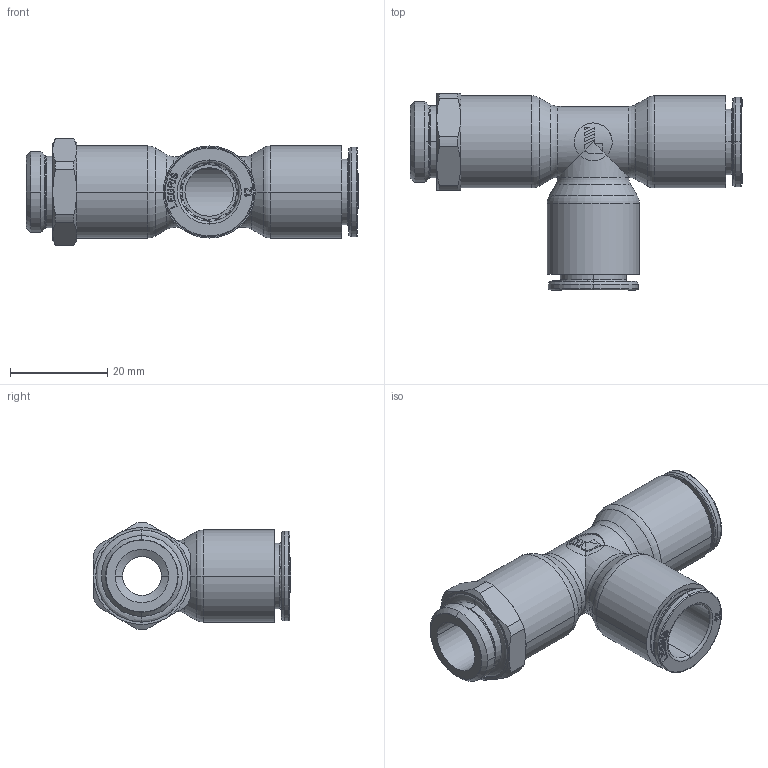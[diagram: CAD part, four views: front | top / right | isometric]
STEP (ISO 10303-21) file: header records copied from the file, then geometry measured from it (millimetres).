
FILE_DESCRIPTION(('STEP AP214'),'1');
FILE_NAME('6893_12_17.stp','2016-07-07T14:50:54',('TraceParts'),('TraceParts S.A.'),'Spatial InterOp 3D',' ',' ');
FILE_SCHEMA(('automotive_design'));
Length unit declared in the file: millimetre
Products named in the file (16): V893-12-17_ASM|Next assembly relationship#44112-19_ASM|Next assembly relationship#44112-21_ASM|Next assembly relationship#44112-32;44112-32; V893-12-17_ASM|Next assembly relationship#44112-19_ASM|Next assembly relationship#44112-21_ASM|Next assembly relationship#44112-30;44112-30; V893-12-17_ASM|Next assembly relationship#44112-19_ASM|Next assembly relationship#44112-21_ASM|Next assembly relationship#44112;44112; V893-12-17_ASM|Next assembly relationship#44112-19_ASM|Next assembly relationship#44112-40;44112-40; V893-12-17_ASM|Next assembly relationship#44522-04;44522-04; V893-12-17_ASM|Next assembly relationship#44220-22;44220-22; V893-12-17_ASM|Next assembly relationship#44112-11-10-ASM;44112-11-10-ASM; V893-12-17_ASM|Next assembly relationship#23955-24_D19_D14_8_LG_1_05;23955-24_D19_D14_8_LG_1_05
Bounding box: 68.42 x 40.65 x 21.99 mm (x, y, z)
Volume: 12571.9 mm3; surface area: 18629.1 mm2
Topology: 14 solids, 16 shells, 1417 faces, 3520 edges, 2172 vertices
Faces by surface type: plane 478, torus 270, cylinder 267, cone 214, bspline 180, sphere 4, revolution 4
Entity records: 53062 total; most frequent: CARTESIAN_POINT 19827, ORIENTED_EDGE 7024, DIRECTION 6714, EDGE_CURVE 3516, AXIS2_PLACEMENT_3D 2483, VERTEX_POINT 2172, LINE 1744, VECTOR 1744
